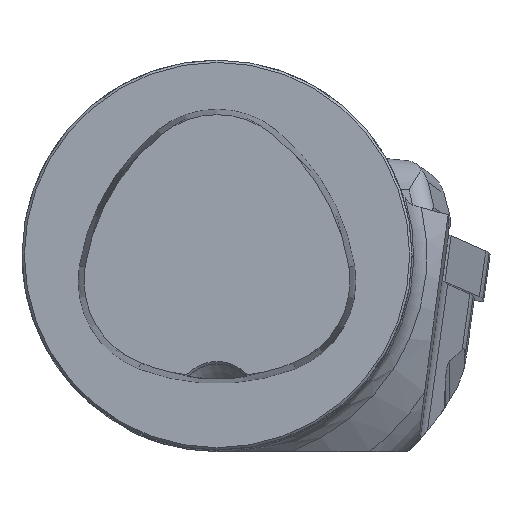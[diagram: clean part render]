
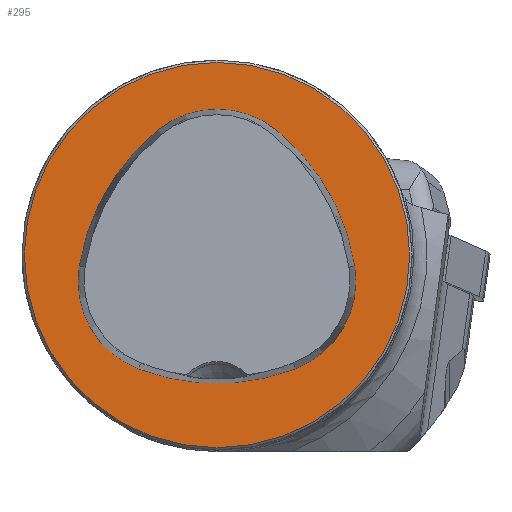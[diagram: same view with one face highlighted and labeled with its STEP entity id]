
A CAD part, top view. The second image highlights one B-rep face of the part: STEP entity #295.
In plain terms, the highlighted planar face has unit normal (0, 0, 1).
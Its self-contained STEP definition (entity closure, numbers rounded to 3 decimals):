
#87=FACE_BOUND('',#602,.T.);
#88=FACE_BOUND('',#603,.T.);
#295=ADVANCED_FACE('CU_FL_N1_SU_1',(#87,#88),#394,.T.);
#394=PLANE('',#2444);
#602=EDGE_LOOP('',(#1026,#1027,#1028,#1029,#1030,#1031));
#603=EDGE_LOOP('',(#1032));
#716=CIRCLE('',#2435,28.075);
#718=CIRCLE('',#2438,28.075);
#719=CIRCLE('',#2439,12.075);
#720=CIRCLE('',#2440,12.075);
#721=CIRCLE('',#2441,28.075);
#722=CIRCLE('',#2442,12.075);
#723=CIRCLE('',#2443,24.7);
#1026=ORIENTED_EDGE('',*,*,#1788,.F.);
#1027=ORIENTED_EDGE('',*,*,#1789,.F.);
#1028=ORIENTED_EDGE('',*,*,#1781,.F.);
#1029=ORIENTED_EDGE('',*,*,#1790,.F.);
#1030=ORIENTED_EDGE('',*,*,#1791,.F.);
#1031=ORIENTED_EDGE('',*,*,#1792,.F.);
#1032=ORIENTED_EDGE('',*,*,#1793,.T.);
#1526=VERTEX_POINT('',#3981);
#1527=VERTEX_POINT('',#3983);
#1533=VERTEX_POINT('',#4015);
#1534=VERTEX_POINT('',#4016);
#1535=VERTEX_POINT('',#4019);
#1536=VERTEX_POINT('',#4021);
#1537=VERTEX_POINT('',#4024);
#1781=EDGE_CURVE('',#1526,#1527,#716,.T.);
#1788=EDGE_CURVE('',#1533,#1534,#718,.T.);
#1789=EDGE_CURVE('',#1527,#1533,#719,.T.);
#1790=EDGE_CURVE('',#1535,#1526,#720,.T.);
#1791=EDGE_CURVE('',#1536,#1535,#721,.T.);
#1792=EDGE_CURVE('',#1534,#1536,#722,.T.);
#1793=EDGE_CURVE('',#1537,#1537,#723,.T.);
#2435=AXIS2_PLACEMENT_3D('',#3982,#2854,#2855);
#2438=AXIS2_PLACEMENT_3D('',#4014,#2861,#2862);
#2439=AXIS2_PLACEMENT_3D('',#4017,#2863,#2864);
#2440=AXIS2_PLACEMENT_3D('',#4018,#2865,#2866);
#2441=AXIS2_PLACEMENT_3D('',#4020,#2867,#2868);
#2442=AXIS2_PLACEMENT_3D('',#4022,#2869,#2870);
#2443=AXIS2_PLACEMENT_3D('',#4023,#2871,#2872);
#2444=AXIS2_PLACEMENT_3D('',#4025,#2873,#2874);
#2854=DIRECTION('',(0.,0.,1.));
#2855=DIRECTION('',(-1.,0.,0.));
#2861=DIRECTION('',(0.,0.,1.));
#2862=DIRECTION('',(-1.,0.,0.));
#2863=DIRECTION('',(0.,0.,1.));
#2864=DIRECTION('',(-1.,0.,0.));
#2865=DIRECTION('',(0.,0.,1.));
#2866=DIRECTION('',(-1.,0.,0.));
#2867=DIRECTION('',(0.,0.,1.));
#2868=DIRECTION('',(-1.,0.,0.));
#2869=DIRECTION('',(0.,0.,1.));
#2870=DIRECTION('',(-1.,0.,0.));
#2871=DIRECTION('',(0.,0.,1.));
#2872=DIRECTION('',(-1.,0.,0.));
#2873=DIRECTION('',(0.,0.,1.));
#2874=DIRECTION('',(-1.,0.,0.));
#3981=CARTESIAN_POINT('',(-10.05,-14.595,0.));
#3982=CARTESIAN_POINT('',(0.,11.62,0.));
#3983=CARTESIAN_POINT('',(10.05,-14.595,0.));
#4014=CARTESIAN_POINT('',(-10.078,-5.807,0.));
#4015=CARTESIAN_POINT('',(17.656,-1.443,0.));
#4016=CARTESIAN_POINT('',(7.606,15.999,0.));
#4017=CARTESIAN_POINT('',(5.727,-3.32,0.));
#4018=CARTESIAN_POINT('',(-5.727,-3.32,0.));
#4019=CARTESIAN_POINT('',(-17.656,-1.443,0.));
#4020=CARTESIAN_POINT('',(10.078,-5.807,0.));
#4021=CARTESIAN_POINT('',(-7.606,15.999,0.));
#4022=CARTESIAN_POINT('',(0.,6.62,0.));
#4023=CARTESIAN_POINT('',(0.,0.,0.));
#4024=CARTESIAN_POINT('',(-24.7,0.,0.));
#4025=CARTESIAN_POINT('',(0.,0.,0.));
